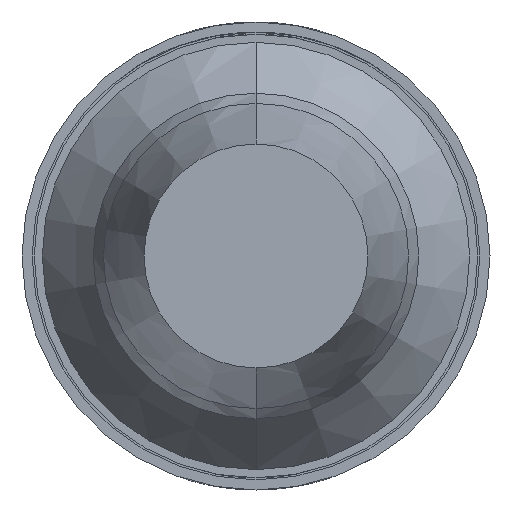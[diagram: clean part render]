
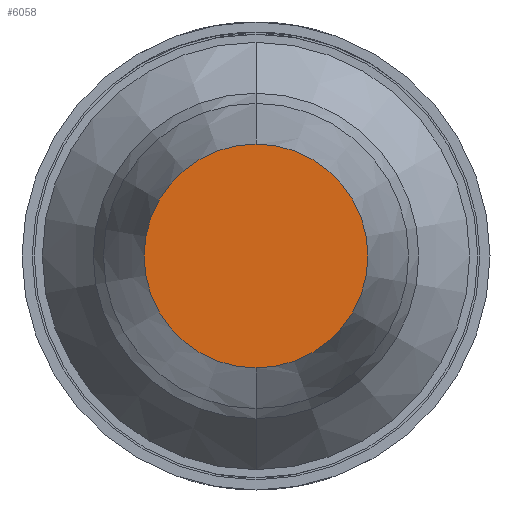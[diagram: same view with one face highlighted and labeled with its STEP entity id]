
A CAD part, front view. The second image highlights one B-rep face of the part: STEP entity #6058.
In plain terms, the highlighted planar face has unit normal (0, -1, 0).
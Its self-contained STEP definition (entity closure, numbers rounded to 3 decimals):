
#885 = CARTESIAN_POINT ( 'NONE',  ( 0., -39.2, 0.55 ) ) ;
#1039 = CARTESIAN_POINT ( 'NONE',  ( 0., -39.2, 0. ) ) ;
#1310 = CARTESIAN_POINT ( 'NONE',  ( 0., -39.2, -0.55 ) ) ;
#1325 = PLANE ( 'NONE',  #2619 ) ;
#1806 = DIRECTION ( 'NONE',  ( 0., 0., 1. ) ) ;
#1912 = CARTESIAN_POINT ( 'NONE',  ( 0., -39.2, 0. ) ) ;
#1932 = DIRECTION ( 'NONE',  ( 0., 1., 0. ) ) ;
#2272 = AXIS2_PLACEMENT_3D ( 'NONE', #1039, #4707, #3103 ) ;
#2451 = EDGE_CURVE ( 'Defeature ausgef�hrt1_28+Defeature ausgef�hrt1_27+Defeature ausgef�hrt1_27+Defeature ausgef�hrt1_27', #6796, #4994, #6128, .T. ) ;
#2619 = AXIS2_PLACEMENT_3D ( 'NONE', #6547, #3911, #1806 ) ;
#3103 = DIRECTION ( 'NONE',  ( 0., 0., 1. ) ) ;
#3132 = AXIS2_PLACEMENT_3D ( 'NONE', #1912, #1932, #6094 ) ;
#3911 = DIRECTION ( 'NONE',  ( 0., 1., 0. ) ) ;
#3965 = EDGE_LOOP ( 'NONE', ( #6251, #4661 ) ) ;
#4661 = ORIENTED_EDGE ( 'NONE', *, *, #2451, .F. ) ;
#4707 = DIRECTION ( 'NONE',  ( 0., 1., 0. ) ) ;
#4892 = FACE_OUTER_BOUND ( 'NONE', #3965, .T. ) ;
#4994 = VERTEX_POINT ( 'NONE', #885 ) ;
#6058 = ADVANCED_FACE ( 'Defeature ausgef�hrt1_27', ( #4892 ), #1325, .F. ) ;
#6094 = DIRECTION ( 'NONE',  ( 0., 0., 1. ) ) ;
#6128 = CIRCLE ( 'NONE', #3132, 0.55 ) ;
#6251 = ORIENTED_EDGE ( 'NONE', *, *, #6407, .F. ) ;
#6407 = EDGE_CURVE ( 'Defeature ausgef�hrt1_28+Defeature ausgef�hrt1_27+Defeature ausgef�hrt1_27+Defeature ausgef�hrt1_27', #4994, #6796, #6504, .T. ) ;
#6504 = CIRCLE ( 'NONE', #2272, 0.55 ) ;
#6547 = CARTESIAN_POINT ( 'NONE',  ( 0., -39.2, 0. ) ) ;
#6796 = VERTEX_POINT ( 'NONE', #1310 ) ;
